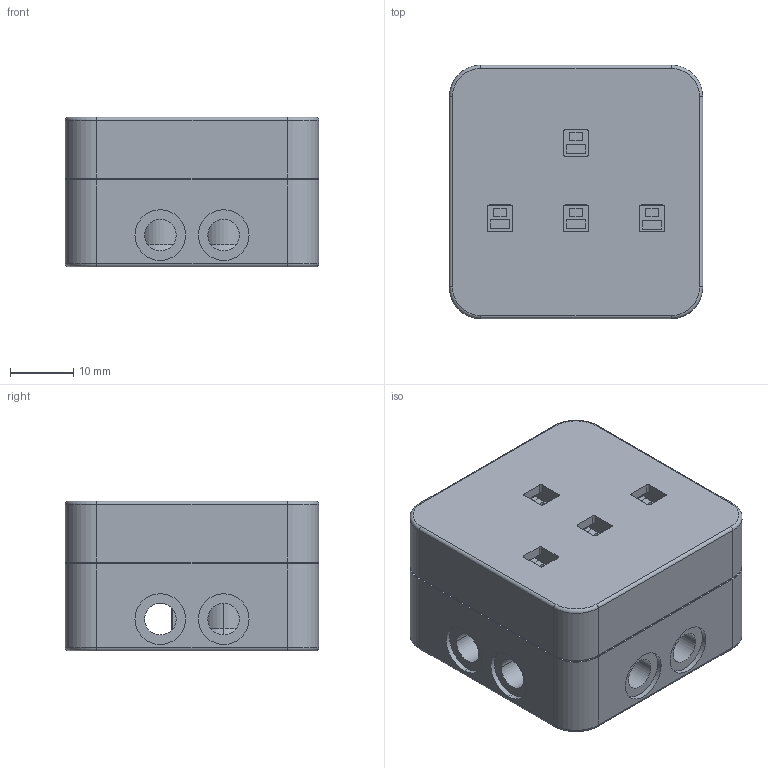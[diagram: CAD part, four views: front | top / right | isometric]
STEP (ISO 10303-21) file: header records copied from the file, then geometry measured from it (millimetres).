
FILE_DESCRIPTION((''),'2;1');
FILE_NAME('0_CSCA_ASSEMBLY_ASM','2022-03-26T',('Administrator'),(''),'PRO/ENGINEER BY PARAMETRIC TECHNOLOGY CORPORATION, 2010180','PRO/ENGINEER BY PARAMETRIC TECHNOLOGY CORPORATION, 2010180','');
FILE_SCHEMA(('AUTOMOTIVE_DESIGN_CC2 { 1 2 10303 214 -1 1 5 2 }'));
Products named in the file (77): CSCA_1_ANY; CSCA_2_ANY; EXTRUDED_STEP_ANY; 5795181120_STEP_ANY_ASM; U5_STEP_ANY_ASM; EXTRUDED-4_STEP_ANY; 5795180720_STEP_ANY_ASM; C6_STEP_ANY_ASM; VISHAY_VEML3328_STEP_ANY; U2_STEP_ANY_ASM; EXTRUDED-0_STEP_ANY; 5795182560_STEP_ANY_ASM; R13_STEP_ANY_ASM; EXTRUDED-2_STEP_ANY; 5795179680_STEP_ANY_ASM; LED4_STEP_ANY_ASM; LED2_STEP_ANY_ASM; U4_STEP_ANY_ASM; EXTRUDED-1_STEP_ANY; 5795183680_STEP_ANY_ASM; R8_STEP_ANY_ASM; LED1_STEP_ANY_ASM; R11_STEP_ANY_ASM; EXTRUDED-3_STEP_ANY; 5795183120_STEP_ANY_ASM; C8_STEP_ANY_ASM; COLOR_SENSOR_BOARD_2021-12-9687; COLOR_SENSOR_BOARD_2021-12-9837; COLOR_SENSOR_BOARD_2021-1-10196; COLOR_SENSOR_BOARD_2021-1-10420; COLOR_SENSOR_BOARD_2021-1-10499; COLOR_SENSOR_BOARD_2021-1-10571; COLOR_SENSOR_BOARD_2021-1-24025; COLOR_SENSOR_BOARD_2021-1-24170; COLOR_SENSOR_BOARD_2021-1-24378; COLOR_SENSOR_BOARD_2021-1-24598; COLOR_SENSOR_BOARD_2021-1-24667; COLOR_SENSOR_BOARD_2021-1-24883; COLOR_SENSOR_BOARD_2021-1-24961; COLOR_SENSOR_BOARD_2021-1-25031 ...
Assembly tree (102 placements, depth 7):
  0_CSCA_ASSEMBLY_ASM
    CSCA_ASSEMBLY_ANY_ASM
      CSCA_1_ANY
      CSCA_2_ANY
      COLOR_SENSOR_BOARD_2021-12-7537_ASM
        COLOR_SENSOR_BOARD_2021-1-27234_ASM
          U5_STEP_ANY_ASM
            5795181120_STEP_ANY_ASM
              EXTRUDED_STEP_ANY
          C6_STEP_ANY_ASM
            5795180720_STEP_ANY_ASM
              EXTRUDED-4_STEP_ANY
          U2_STEP_ANY_ASM
            VISHAY_VEML3328_STEP_ANY
          R13_STEP_ANY_ASM
            5795182560_STEP_ANY_ASM
              EXTRUDED-0_STEP_ANY
          LED4_STEP_ANY_ASM
            5795179680_STEP_ANY_ASM
              EXTRUDED-2_STEP_ANY
          LED2_STEP_ANY_ASM
            5795179680_STEP_ANY_ASM
              EXTRUDED-2_STEP_ANY
          U4_STEP_ANY_ASM
            VISHAY_VEML3328_STEP_ANY
          R8_STEP_ANY_ASM
            5795183680_STEP_ANY_ASM
              EXTRUDED-1_STEP_ANY
          LED1_STEP_ANY_ASM
            5795179680_STEP_ANY_ASM
              EXTRUDED-2_STEP_ANY
          R11_STEP_ANY_ASM
            5795183680_STEP_ANY_ASM
              EXTRUDED-1_STEP_ANY
          C8_STEP_ANY_ASM
            5795183120_STEP_ANY_ASM
              EXTRUDED-3_STEP_ANY
          U1_STEP_ANY_ASM
            TSSOP-16_8-8__0_45_0_65_4_4X5X1_ASM
              COLOR_SENSOR_BOARD_2021-12-9687
              COLOR_SENSOR_BOARD_2021-12-9837
              COLOR_SENSOR_BOARD_2021-1-10196
              COLOR_SENSOR_BOARD_2021-1-10420
              COLOR_SENSOR_BOARD_2021-1-10499
              COLOR_SENSOR_BOARD_2021-1-10571
              COLOR_SENSOR_BOARD_2021-1-24025
              COLOR_SENSOR_BOARD_2021-1-24170
              COLOR_SENSOR_BOARD_2021-1-24378
              COLOR_SENSOR_BOARD_2021-1-24598
              COLOR_SENSOR_BOARD_2021-1-24667
              COLOR_SENSOR_BOARD_2021-1-24883
              COLOR_SENSOR_BOARD_2021-1-24961
              COLOR_SENSOR_BOARD_2021-1-25031
              COLOR_SENSOR_BOARD_2021-1-38394
              COLOR_SENSOR_BOARD_2021-1-39184
              COLOR_SENSOR_BOARD_2021-1-39323
          R14_STEP_ANY_ASM
            5795183680_STEP_ANY_ASM
              EXTRUDED-1_STEP_ANY
          C4_STEP_ANY_ASM
Bounding box: 40 x 40 x 23.6 mm (x, y, z)
Volume: 15838.8 mm3; surface area: 22425 mm2
Topology: 54 solids, 54 shells, 1846 faces, 4961 edges, 3253 vertices
Faces by surface type: plane 1412, cylinder 358, cone 56, torus 14, bspline 6
Entity records: 72097 total; most frequent: CARTESIAN_POINT 10295, DIRECTION 9041, ORIENTED_EDGE 9010, PRESENTATION_STYLE_ASSIGNMENT 5054, STYLED_ITEM 4533, CURVE_STYLE 4505, EDGE_CURVE 4505, VECTOR 3527
